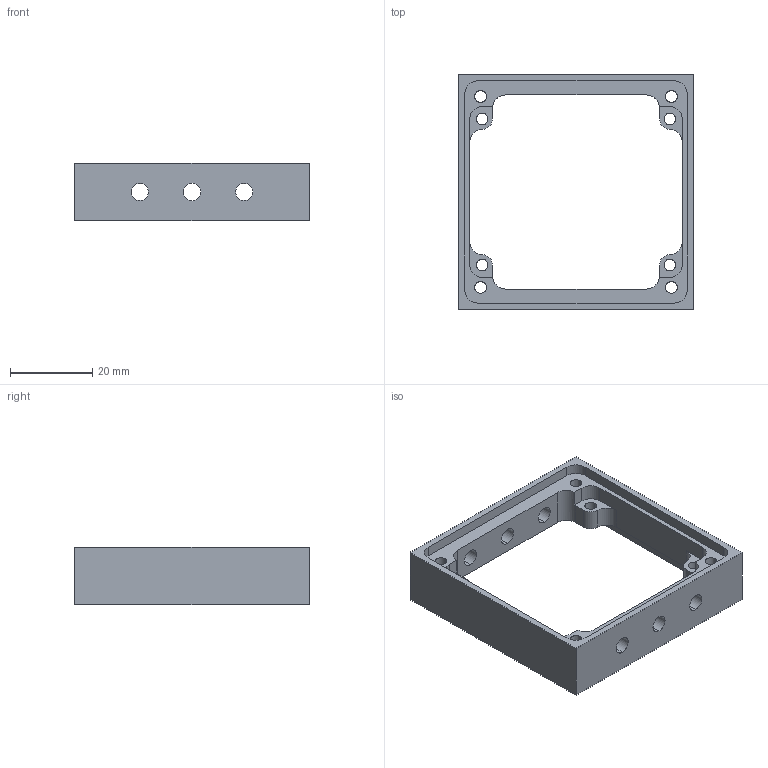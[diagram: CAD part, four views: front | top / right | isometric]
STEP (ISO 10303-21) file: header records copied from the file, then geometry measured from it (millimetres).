
FILE_DESCRIPTION (( 'STEP AP214' ), '1' );
FILE_NAME ('D1300101-v1 aLIGO Pcal Photodetector Housing.STEP', '2013-03-08T01:08:14', ( 'ligo' ), ( 'Microsoft' ), 'SwSTEP 2.0', 'SolidWorks 2013', '' );
FILE_SCHEMA (( 'AUTOMOTIVE_DESIGN' ));
Length unit declared in the file: inch
Products named in the file (1): D1300101-v1 aLIGO Pcal Photodetector Housing
Bounding box: 57.15 x 57.15 x 13.97 mm (x, y, z)
Volume: 9590 mm3; surface area: 8562.1 mm2
Topology: 1 solids, 1 shells, 128 faces, 328 edges, 204 vertices
Faces by surface type: cylinder 52, cone 44, plane 32
Entity records: 3992 total; most frequent: DIRECTION 738, CARTESIAN_POINT 661, ORIENTED_EDGE 656, EDGE_CURVE 328, AXIS2_PLACEMENT_3D 281, VERTEX_POINT 204, LINE 176, VECTOR 176
